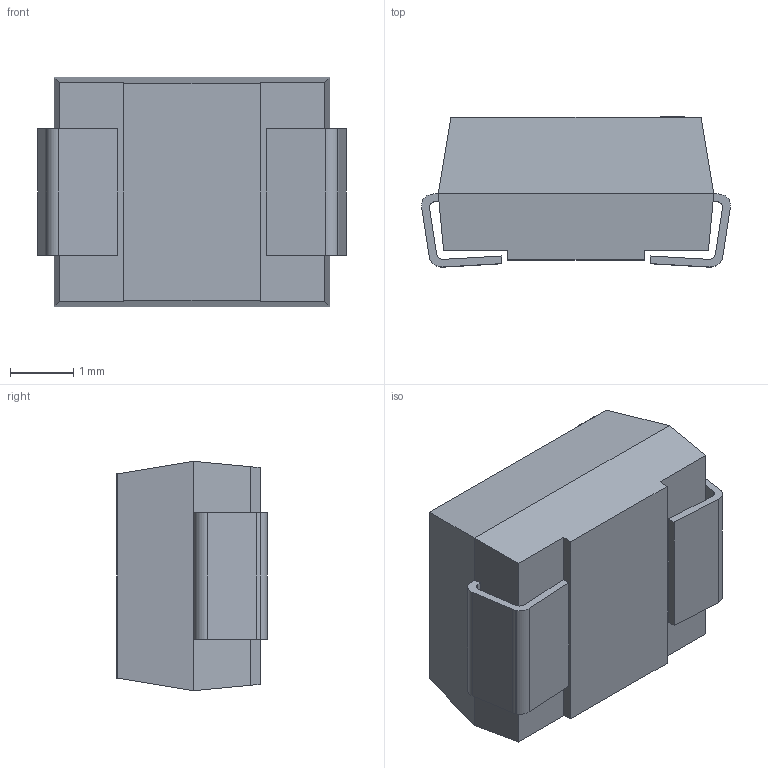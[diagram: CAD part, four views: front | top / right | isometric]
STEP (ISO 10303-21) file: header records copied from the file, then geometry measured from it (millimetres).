
FILE_DESCRIPTION(/* description */ (''),/* implementation_level */ '2;1');
FILE_NAME(/* name */ 'SMB_DO-214AA.step',/* time_stamp */ '2021-03-20T12:10:38-06:00',/* author */ (''),/* organization */ (''),/* preprocessor_version */ 'ST-DEVELOPER v18.1',/* originating_system */ 'Autodesk Translation Framework v9.10.0.1330',/* authorisation */ '');
FILE_SCHEMA (('AUTOMOTIVE_DESIGN { 1 0 10303 214 3 1 1 }'));
Length unit declared in the file: millimetre
Products named in the file (1): PART
Bounding box: 4.88 x 2.37 x 3.62 mm (x, y, z)
Volume: 32.8 mm3; surface area: 83.5 mm2
Topology: 4 solids, 4 shells, 54 faces, 134 edges, 88 vertices
Faces by surface type: plane 44, cylinder 10
Entity records: 1637 total; most frequent: CARTESIAN_POINT 277, ORIENTED_EDGE 268, DIRECTION 264, EDGE_CURVE 134, LINE 114, VECTOR 114, VERTEX_POINT 88, AXIS2_PLACEMENT_3D 75
